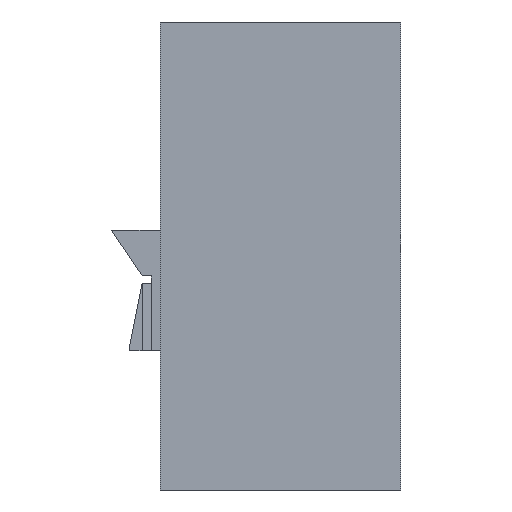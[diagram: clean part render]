
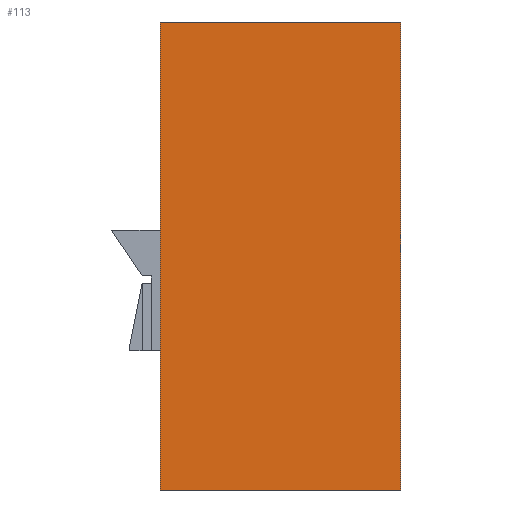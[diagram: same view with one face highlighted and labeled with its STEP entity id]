
A CAD part, left-side view. The second image highlights one B-rep face of the part: STEP entity #113.
In plain terms, the highlighted planar face has unit normal (-1, 0, 0).
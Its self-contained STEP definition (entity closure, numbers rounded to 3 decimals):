
#113 = ADVANCED_FACE ( 'NONE', ( #949 ), #1126, .T. ) ;
#120 = LINE ( 'NONE', #280, #1718 ) ;
#209 = ORIENTED_EDGE ( 'NONE', *, *, #2176, .F. ) ;
#230 = DIRECTION ( 'NONE',  ( 0., 0., 1. ) ) ;
#243 = VERTEX_POINT ( 'NONE', #480 ) ;
#280 = CARTESIAN_POINT ( 'NONE',  ( -26.25, -78.5, 68. ) ) ;
#411 = EDGE_LOOP ( 'NONE', ( #977, #1546, #209, #544 ) ) ;
#461 = DIRECTION ( 'NONE',  ( 0., 1., 0. ) ) ;
#480 = CARTESIAN_POINT ( 'NONE',  ( -26.25, -78.5, 68. ) ) ;
#544 = ORIENTED_EDGE ( 'NONE', *, *, #2096, .T. ) ;
#591 = CARTESIAN_POINT ( 'NONE',  ( -26.25, 0., -85. ) ) ;
#784 = VECTOR ( 'NONE', #230, 1000. ) ;
#820 = CARTESIAN_POINT ( 'NONE',  ( -26.25, -78.5, 0. ) ) ;
#829 = CARTESIAN_POINT ( 'NONE',  ( -26.25, 0., 0. ) ) ;
#949 = FACE_OUTER_BOUND ( 'NONE', #411, .T. ) ;
#977 = ORIENTED_EDGE ( 'NONE', *, *, #1672, .T. ) ;
#1057 = CARTESIAN_POINT ( 'NONE',  ( -26.25, -78.5, -85. ) ) ;
#1126 = PLANE ( 'NONE',  #2040 ) ;
#1167 = CARTESIAN_POINT ( 'NONE',  ( -26.25, -78.5, 0. ) ) ;
#1193 = LINE ( 'NONE', #829, #784 ) ;
#1317 = CARTESIAN_POINT ( 'NONE',  ( -26.25, 0., 68. ) ) ;
#1425 = EDGE_CURVE ( 'NONE', #1445, #1974, #1193, .T. ) ;
#1430 = DIRECTION ( 'NONE',  ( 0., 1., 0. ) ) ;
#1445 = VERTEX_POINT ( 'NONE', #591 ) ;
#1546 = ORIENTED_EDGE ( 'NONE', *, *, #1425, .F. ) ;
#1672 = EDGE_CURVE ( 'NONE', #243, #1974, #120, .T. ) ;
#1718 = VECTOR ( 'NONE', #461, 1000. ) ;
#1763 = VERTEX_POINT ( 'NONE', #1057 ) ;
#1861 = DIRECTION ( 'NONE',  ( 0., 0., 1. ) ) ;
#1896 = LINE ( 'NONE', #820, #2399 ) ;
#1901 = DIRECTION ( 'NONE',  ( -1., 0., 0. ) ) ;
#1974 = VERTEX_POINT ( 'NONE', #1317 ) ;
#2040 = AXIS2_PLACEMENT_3D ( 'NONE', #1167, #1901, #1861 ) ;
#2096 = EDGE_CURVE ( 'NONE', #1763, #243, #1896, .T. ) ;
#2108 = DIRECTION ( 'NONE',  ( 0., 0., 1. ) ) ;
#2166 = CARTESIAN_POINT ( 'NONE',  ( -26.25, -78.5, -85. ) ) ;
#2167 = VECTOR ( 'NONE', #1430, 1000. ) ;
#2176 = EDGE_CURVE ( 'NONE', #1763, #1445, #2312, .T. ) ;
#2312 = LINE ( 'NONE', #2166, #2167 ) ;
#2399 = VECTOR ( 'NONE', #2108, 1000. ) ;
